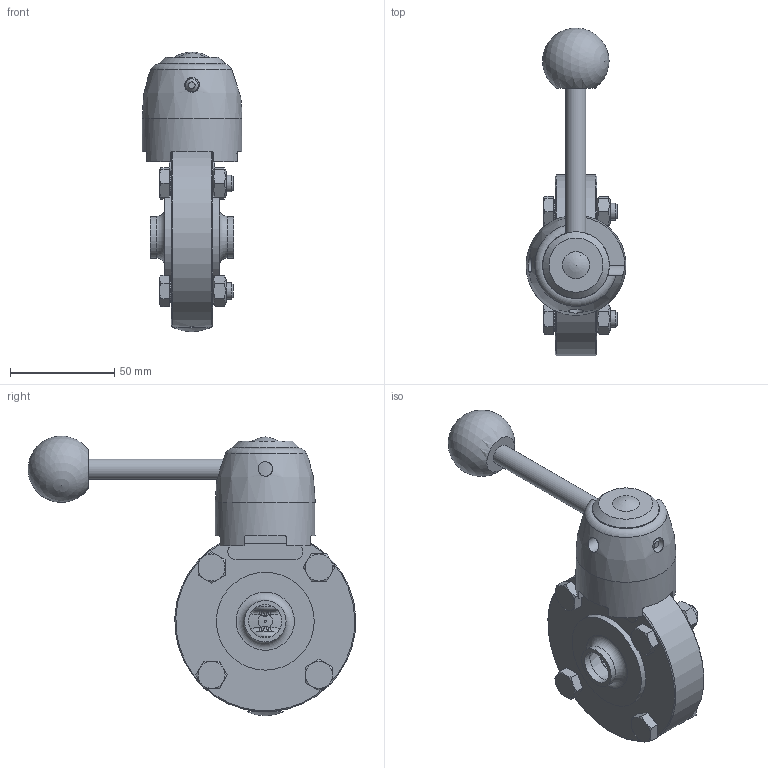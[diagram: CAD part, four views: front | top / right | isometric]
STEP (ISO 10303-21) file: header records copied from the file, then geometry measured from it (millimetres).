
FILE_DESCRIPTION((''),'2;1');
FILE_NAME('52240015XX00.stp','2014-09-24T10:04:32',('hehmen'),(''),'Autodesk Inventor 2011','Autodesk Inventor 2011','');
FILE_SCHEMA(('AUTOMOTIVE_DESIGN { 1 0 10303 214 1 1 1 1 }'));
Length unit declared in the file: millimetre
Products named in the file (1): 522400153400
Bounding box: 48 x 157.32 x 134.43 mm (x, y, z)
Volume: 215766.9 mm3; surface area: 53360.1 mm2
Topology: 1 solids, 5 shells, 411 faces, 1099 edges, 705 vertices
Faces by surface type: plane 165, cylinder 93, cone 70, bspline 52, torus 25, sphere 6
Full cylindrical faces by diameter (mm): 4.134 x1, 5.5 x1, 6.2 x1, 7 x3, 7.2 x2, 7.323 x4, 8 x8, 8.376 x1, 8.5 x4, 8.8 x2, 9 x2, 9.8 x1, 10 x3, 10.8 x1, 11.4 x4, 12.2 x2, 13.5 x1, 13.8 x1, 14 x1, 16 x2, 20 x2, 22.3 x2, 31.9 x1, 32 x1, 40.2 x1, 47 x2, 48 x1, 87 x1
Entity records: 15237 total; most frequent: CARTESIAN_POINT 5906, ORIENTED_EDGE 1908, DIRECTION 1642, EDGE_CURVE 954, AXIS2_PLACEMENT_3D 693, VERTEX_POINT 651, EDGE_LOOP 557, STYLED_ITEM 411
